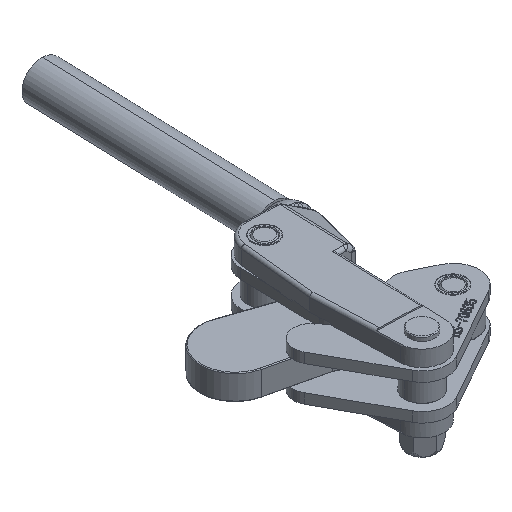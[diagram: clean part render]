
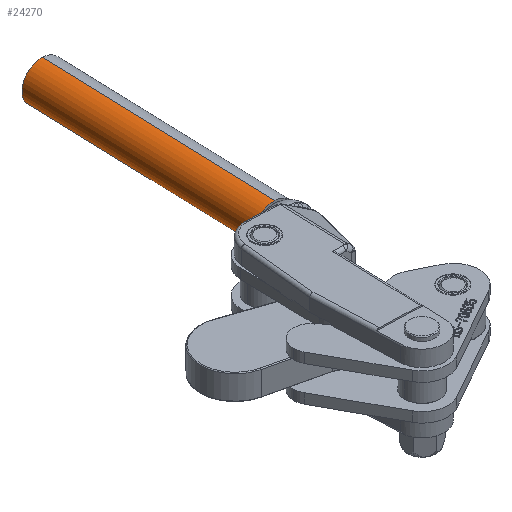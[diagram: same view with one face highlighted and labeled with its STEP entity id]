
A CAD part, isometric view. The second image highlights one B-rep face of the part: STEP entity #24270.
In plain terms, the highlighted cylindrical face has radius 12.5 mm (diameter 25 mm), a partial arc.
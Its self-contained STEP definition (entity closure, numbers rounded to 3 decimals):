
#831 = LINE ( 'NONE', #2740, #834 ) ;
#834 = VECTOR ( 'NONE', #2739, 1000. ) ;
#997 = CIRCLE ( 'NONE', #14691, 12.5 ) ;
#2739 = DIRECTION ( 'NONE',  ( 0., -1., 0. ) ) ;
#2740 = CARTESIAN_POINT ( 'NONE',  ( 0., 152., -12.5 ) ) ;
#3885 = CARTESIAN_POINT ( 'NONE',  ( 0., 152., 0. ) ) ;
#3887 = DIRECTION ( 'NONE',  ( 0., -1., 0. ) ) ;
#3895 = DIRECTION ( 'NONE',  ( 0., 0., -1. ) ) ;
#5919 = CARTESIAN_POINT ( 'NONE',  ( 0., 0., -12.5 ) ) ;
#5921 = CARTESIAN_POINT ( 'NONE',  ( 0., 0., 12.5 ) ) ;
#5929 = CARTESIAN_POINT ( 'NONE',  ( 0., 152., -12.5 ) ) ;
#5989 = CARTESIAN_POINT ( 'NONE',  ( 0., 152., 12.5 ) ) ;
#7994 = CARTESIAN_POINT ( 'NONE',  ( 0., 0., 0. ) ) ;
#7996 = DIRECTION ( 'NONE',  ( 0., 1., 0. ) ) ;
#7998 = DIRECTION ( 'NONE',  ( 0., 0., 1. ) ) ;
#9162 = ORIENTED_EDGE ( 'NONE', *, *, #26575, .F. ) ;
#9163 = ORIENTED_EDGE ( 'NONE', *, *, #26625, .F. ) ;
#9164 = ORIENTED_EDGE ( 'NONE', *, *, #26320, .T. ) ;
#9165 = ORIENTED_EDGE ( 'NONE', *, *, #26234, .T. ) ;
#10645 = VERTEX_POINT ( 'NONE', #5989 ) ;
#10658 = VERTEX_POINT ( 'NONE', #5929 ) ;
#10661 = VERTEX_POINT ( 'NONE', #5921 ) ;
#10662 = VERTEX_POINT ( 'NONE', #5919 ) ;
#11067 = EDGE_LOOP ( 'NONE', ( #9162, #9163, #9164, #9165 ) ) ;
#13073 = AXIS2_PLACEMENT_3D ( 'NONE', #3885, #3887, #3895 ) ;
#14691 = AXIS2_PLACEMENT_3D ( 'NONE', #7994, #7996, #7998 ) ;
#15134 = AXIS2_PLACEMENT_3D ( 'NONE', #20430, #20431, #20432 ) ;
#20288 = CARTESIAN_POINT ( 'NONE',  ( 0., 152., 12.5 ) ) ;
#20290 = DIRECTION ( 'NONE',  ( 0., -1., 0. ) ) ;
#20430 = CARTESIAN_POINT ( 'NONE',  ( 0., 152., 0. ) ) ;
#20431 = DIRECTION ( 'NONE',  ( 0., 1., 0. ) ) ;
#20432 = DIRECTION ( 'NONE',  ( 0., 0., 1. ) ) ;
#24030 = FACE_OUTER_BOUND ( 'NONE', #11067, .T. ) ;
#24034 = CYLINDRICAL_SURFACE ( 'NONE', #13073, 12.5 ) ;
#24270 = ADVANCED_FACE ( 'NONE', ( #24030 ), #24034, .T. ) ;
#26234 = EDGE_CURVE ( 'NONE', #10662, #10661, #997, .T. ) ;
#26320 = EDGE_CURVE ( 'NONE', #10658, #10662, #831, .T. ) ;
#26575 = EDGE_CURVE ( 'NONE', #10645, #10661, #28505, .T. ) ;
#26625 = EDGE_CURVE ( 'NONE', #10658, #10645, #28048, .T. ) ;
#28048 = CIRCLE ( 'NONE', #15134, 12.5 ) ;
#28505 = LINE ( 'NONE', #20288, #28518 ) ;
#28518 = VECTOR ( 'NONE', #20290, 1000. ) ;
